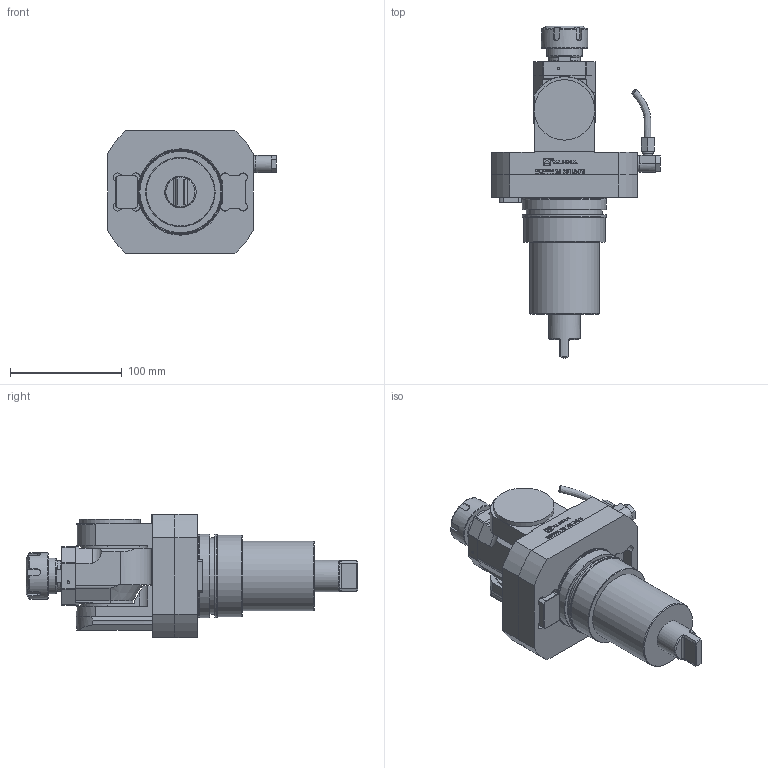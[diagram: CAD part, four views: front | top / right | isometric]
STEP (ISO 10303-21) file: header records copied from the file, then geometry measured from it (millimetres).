
FILE_DESCRIPTION (( 'STEP AP214' ), '1' );
FILE_NAME ('ROPPH25131UN75.STEP', '2025-10-21T07:36:28', ( '' ), ( '' ), 'SwSTEP 2.0', 'SolidWorks 2023', '' );
FILE_SCHEMA (( 'AUTOMOTIVE_DESIGN' ));
Length unit declared in the file: millimetre
Products named in the file (1): ROPPH25131UN75
Bounding box: 150.7 x 296.53 x 110 mm (x, y, z)
Volume: 1299008.1 mm3; surface area: 114955.9 mm2
Topology: 1 solids, 3 shells, 639 faces, 1693 edges, 1100 vertices
Faces by surface type: plane 402, cylinder 124, bspline 79, torus 17, cone 17
Full cylindrical faces by diameter (mm): 1.7 x1, 2.1 x1, 6.366 x1, 8.2 x1, 9.8 x1, 14.5 x1, 28 x1, 32 x1, 41.5 x1, 54 x1, 62 x1, 68 x1, 73 x1, 74.6 x1, 75 x2
Entity records: 27900 total; most frequent: CARTESIAN_POINT 9668, ORIENTED_EDGE 3298, DIRECTION 2759, EDGE_CURVE 1649, VERTEX_POINT 1090, VECTOR 1071, LINE 1071, AXIS2_PLACEMENT_3D 844
